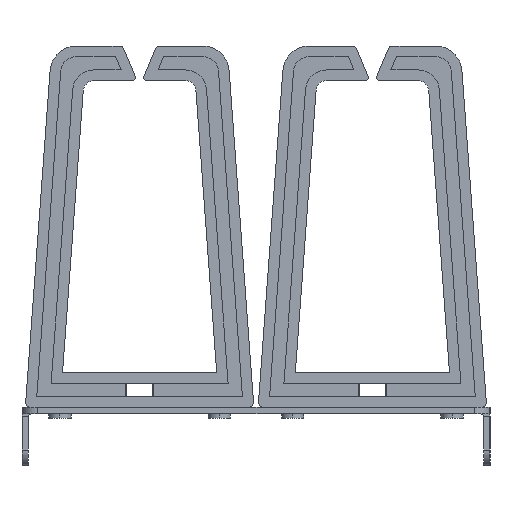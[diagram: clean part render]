
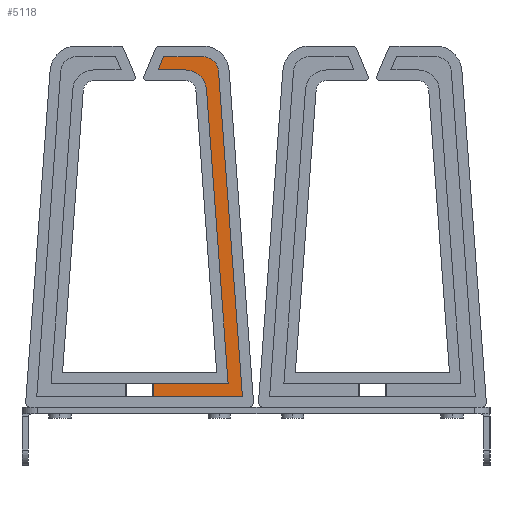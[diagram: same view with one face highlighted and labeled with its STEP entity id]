
A CAD part, left-side view. The second image highlights one B-rep face of the part: STEP entity #5118.
In plain terms, the highlighted face is planar.
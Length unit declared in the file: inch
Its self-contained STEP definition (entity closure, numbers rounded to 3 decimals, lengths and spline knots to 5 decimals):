
#3 = AXIS2_PLACEMENT_3D ( 'NONE', #1458, #2809, #8125 ) ;
#71 = EDGE_CURVE ( 'NONE', #6083, #3532, #622, .T. ) ;
#137 = CARTESIAN_POINT ( 'NONE',  ( 0.49572, 2.35406, 0.03937 ) ) ;
#144 = LINE ( 'NONE', #5496, #8146 ) ;
#345 = VERTEX_POINT ( 'NONE', #6314 ) ;
#497 = LINE ( 'NONE', #5110, #6196 ) ;
#567 = CIRCLE ( 'NONE', #1126, 0.11811 ) ;
#622 = LINE ( 'NONE', #5273, #8235 ) ;
#642 = DIRECTION ( 'NONE',  ( 1., 0., 0. ) ) ;
#676 = EDGE_CURVE ( 'NONE', #6110, #345, #567, .T. ) ;
#828 = CARTESIAN_POINT ( 'NONE',  ( 0.1783, 2.59843, 0.03937 ) ) ;
#1126 = AXIS2_PLACEMENT_3D ( 'NONE', #1388, #5965, #6703 ) ;
#1133 = CARTESIAN_POINT ( 'NONE',  ( 0.13753, 2.5, 0.03937 ) ) ;
#1143 = VECTOR ( 'NONE', #5875, 39.37008 ) ;
#1254 = DIRECTION ( 'NONE',  ( 0., 0., 1. ) ) ;
#1329 = FACE_OUTER_BOUND ( 'NONE', #6603, .T. ) ;
#1388 = CARTESIAN_POINT ( 'NONE',  ( 0.46679, 2.48031, 0.03937 ) ) ;
#1458 = CARTESIAN_POINT ( 'NONE',  ( 0., 0., 0.03937 ) ) ;
#1492 = DIRECTION ( 'NONE',  ( -1., 0., 0. ) ) ;
#1513 = ORIENTED_EDGE ( 'NONE', *, *, #6422, .F. ) ;
#2082 = ORIENTED_EDGE ( 'NONE', *, *, #2405, .F. ) ;
#2302 = VERTEX_POINT ( 'NONE', #6269 ) ;
#2348 = LINE ( 'NONE', #2431, #6048 ) ;
#2392 = EDGE_CURVE ( 'NONE', #3532, #6110, #5923, .T. ) ;
#2405 = EDGE_CURVE ( 'NONE', #8097, #4903, #4612, .T. ) ;
#2431 = CARTESIAN_POINT ( 'NONE',  ( 0.65545, 0.18071, 0.03937 ) ) ;
#2615 = CARTESIAN_POINT ( 'NONE',  ( 0.1783, 2.59843, 0.03937 ) ) ;
#2778 = ORIENTED_EDGE ( 'NONE', *, *, #7640, .F. ) ;
#2783 = VECTOR ( 'NONE', #5593, 39.37008 ) ;
#2809 = DIRECTION ( 'NONE',  ( 0., 0., 1. ) ) ;
#3532 = VERTEX_POINT ( 'NONE', #828 ) ;
#3610 = CARTESIAN_POINT ( 'NONE',  ( 0.33866, 2.5, 0.03937 ) ) ;
#3656 = DIRECTION ( 'NONE',  ( 0.073, -0.997, 0. ) ) ;
#3717 = LINE ( 'NONE', #6284, #2783 ) ;
#3787 = ORIENTED_EDGE ( 'NONE', *, *, #4199, .T. ) ;
#3836 = VECTOR ( 'NONE', #3656, 39.37008 ) ;
#3993 = CARTESIAN_POINT ( 'NONE',  ( 0.09449, 0.07874, 0.03937 ) ) ;
#4199 = EDGE_CURVE ( 'NONE', #5871, #6586, #497, .T. ) ;
#4346 = LINE ( 'NONE', #5660, #3836 ) ;
#4612 = CIRCLE ( 'NONE', #5168, 0.15748 ) ;
#4680 = ORIENTED_EDGE ( 'NONE', *, *, #6534, .F. ) ;
#4681 = PLANE ( 'NONE',  #3 ) ;
#4698 = ORIENTED_EDGE ( 'NONE', *, *, #2392, .F. ) ;
#4838 = CARTESIAN_POINT ( 'NONE',  ( 0.09449, 0.18071, 0.03937 ) ) ;
#4903 = VERTEX_POINT ( 'NONE', #3610 ) ;
#5110 = CARTESIAN_POINT ( 'NONE',  ( 0.09449, 0.18071, 0.03937 ) ) ;
#5118 = ADVANCED_FACE ( 'NONE', ( #1329 ), #4681, .T. ) ;
#5168 = AXIS2_PLACEMENT_3D ( 'NONE', #7834, #1254, #8610 ) ;
#5273 = CARTESIAN_POINT ( 'NONE',  ( 0.13753, 2.5, 0.03937 ) ) ;
#5303 = EDGE_CURVE ( 'NONE', #5970, #6586, #3717, .T. ) ;
#5420 = ORIENTED_EDGE ( 'NONE', *, *, #71, .F. ) ;
#5496 = CARTESIAN_POINT ( 'NONE',  ( 0.33866, 2.5, 0.03937 ) ) ;
#5593 = DIRECTION ( 'NONE',  ( -1., 0., 0. ) ) ;
#5660 = CARTESIAN_POINT ( 'NONE',  ( 0.58458, 2.48897, 0.03937 ) ) ;
#5871 = VERTEX_POINT ( 'NONE', #4838 ) ;
#5875 = DIRECTION ( 'NONE',  ( 1., 0., 0. ) ) ;
#5923 = LINE ( 'NONE', #2615, #1143 ) ;
#5965 = DIRECTION ( 'NONE',  ( 0., 0., -1. ) ) ;
#5970 = VERTEX_POINT ( 'NONE', #7620 ) ;
#5994 = CARTESIAN_POINT ( 'NONE',  ( 0.09449, 0.18071, 0.03937 ) ) ;
#6048 = VECTOR ( 'NONE', #7776, 39.37008 ) ;
#6083 = VERTEX_POINT ( 'NONE', #1133 ) ;
#6110 = VERTEX_POINT ( 'NONE', #6609 ) ;
#6196 = VECTOR ( 'NONE', #7025, 39.37008 ) ;
#6269 = CARTESIAN_POINT ( 'NONE',  ( 0.65545, 0.18071, 0.03937 ) ) ;
#6284 = CARTESIAN_POINT ( 'NONE',  ( 0.76172, 0.07874, 0.03937 ) ) ;
#6314 = CARTESIAN_POINT ( 'NONE',  ( 0.58458, 2.48897, 0.03937 ) ) ;
#6422 = EDGE_CURVE ( 'NONE', #2302, #8097, #2348, .T. ) ;
#6534 = EDGE_CURVE ( 'NONE', #5871, #2302, #7169, .T. ) ;
#6586 = VERTEX_POINT ( 'NONE', #3993 ) ;
#6603 = EDGE_LOOP ( 'NONE', ( #8590, #7824, #7293, #4698, #5420, #2778, #2082, #1513, #4680, #3787 ) ) ;
#6609 = CARTESIAN_POINT ( 'NONE',  ( 0.46679, 2.59843, 0.03937 ) ) ;
#6703 = DIRECTION ( 'NONE',  ( 0., 1., 0. ) ) ;
#7025 = DIRECTION ( 'NONE',  ( 0., -1., 0. ) ) ;
#7169 = LINE ( 'NONE', #5994, #8133 ) ;
#7293 = ORIENTED_EDGE ( 'NONE', *, *, #676, .F. ) ;
#7620 = CARTESIAN_POINT ( 'NONE',  ( 0.76172, 0.07874, 0.03937 ) ) ;
#7640 = EDGE_CURVE ( 'NONE', #4903, #6083, #144, .T. ) ;
#7776 = DIRECTION ( 'NONE',  ( -0.073, 0.997, 0. ) ) ;
#7824 = ORIENTED_EDGE ( 'NONE', *, *, #8150, .F. ) ;
#7834 = CARTESIAN_POINT ( 'NONE',  ( 0.33866, 2.34252, 0.03937 ) ) ;
#7936 = DIRECTION ( 'NONE',  ( 0.383, 0.924, 0. ) ) ;
#8097 = VERTEX_POINT ( 'NONE', #137 ) ;
#8125 = DIRECTION ( 'NONE',  ( 1., 0., 0. ) ) ;
#8133 = VECTOR ( 'NONE', #642, 39.37008 ) ;
#8146 = VECTOR ( 'NONE', #1492, 39.37008 ) ;
#8150 = EDGE_CURVE ( 'NONE', #345, #5970, #4346, .T. ) ;
#8235 = VECTOR ( 'NONE', #7936, 39.37008 ) ;
#8590 = ORIENTED_EDGE ( 'NONE', *, *, #5303, .F. ) ;
#8610 = DIRECTION ( 'NONE',  ( 0.997, 0.073, 0. ) ) ;
